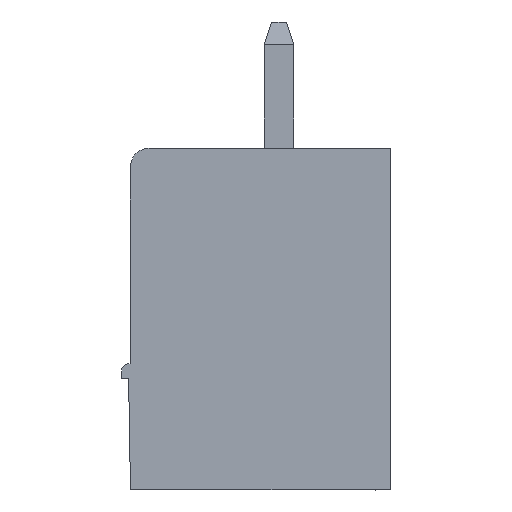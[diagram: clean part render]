
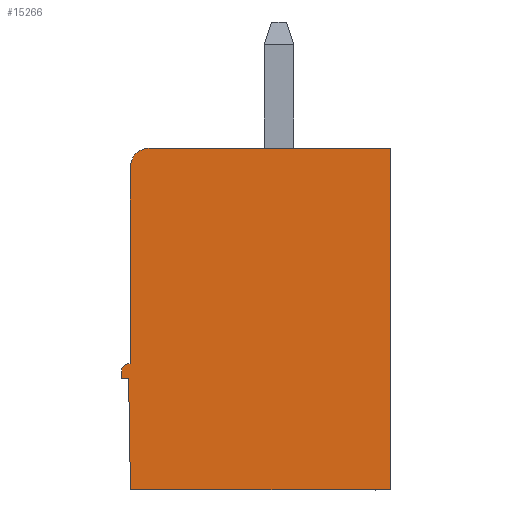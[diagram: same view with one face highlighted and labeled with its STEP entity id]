
A CAD part, left-side view. The second image highlights one B-rep face of the part: STEP entity #15266.
In plain terms, the highlighted planar face has unit normal (-1, 0, 0).
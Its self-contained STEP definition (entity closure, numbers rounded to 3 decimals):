
#1559=DIRECTION('',(0.,-1.,0.));
#1560=VECTOR('',#1559,0.19);
#1561=CARTESIAN_POINT('',(-2.3,7.29,-6.2));
#1562=LINE('',#1561,#1560);
#1567=DIRECTION('',(0.,0.,-1.));
#1568=VECTOR('',#1567,0.2);
#1569=CARTESIAN_POINT('',(-2.3,7.29,-6.));
#1570=LINE('',#1569,#1568);
#1579=DIRECTION('',(0.,1.,0.));
#1580=VECTOR('',#1579,0.04);
#1581=CARTESIAN_POINT('',(-2.3,7.05,
-5.8));
#1582=LINE('',#1581,#1580);
#5445=DIRECTION('',(0.,1.,0.));
#5446=VECTOR('',#5445,7.);
#5447=CARTESIAN_POINT('',(-2.3,0.05,
-9.2));
#5448=LINE('',#5447,#5446);
#5449=DIRECTION('',(0.,0.017,1.));
#5450=VECTOR('',#5449,3.);
#5451=CARTESIAN_POINT('',(-2.3,7.05,
-9.2));
#5452=LINE('',#5451,#5450);
#5453=CARTESIAN_POINT('',(-2.3,7.09,
-6.));
#5454=DIRECTION('',(1.,0.,0.));
#5455=DIRECTION('',(0.,1.,0.));
#5456=AXIS2_PLACEMENT_3D('',#5453,#5454,#5455);
#5458=DIRECTION('',(0.,0.,1.));
#5459=VECTOR('',#5458,5.3);
#5460=CARTESIAN_POINT('',(-2.3,7.05,
-5.8));
#5461=LINE('',#5460,#5459);
#5462=CARTESIAN_POINT('',(-2.3,6.55,
-0.5));
#5463=DIRECTION('',(1.,0.,0.));
#5464=DIRECTION('',(0.,1.,0.));
#5465=AXIS2_PLACEMENT_3D('',#5462,#5463,#5464);
#5467=DIRECTION('',(0.,-1.,0.));
#5468=VECTOR('',#5467,6.5);
#5469=CARTESIAN_POINT('',(-2.3,6.55,
0.));
#5470=LINE('',#5469,#5468);
#5471=DIRECTION('',(0.,0.,-1.));
#5472=VECTOR('',#5471,9.2);
#5473=CARTESIAN_POINT('',(-2.3,0.05,
0.));
#5474=LINE('',#5473,#5472);
#6840=CARTESIAN_POINT('',(-2.3,0.05,
-9.2));
#6841=CARTESIAN_POINT('',(-2.3,7.05,
-9.2));
#6842=VERTEX_POINT('',#6840);
#6843=VERTEX_POINT('',#6841);
#6880=CARTESIAN_POINT('',(-2.3,7.1,-6.2));
#6881=VERTEX_POINT('',#6880);
#6882=CARTESIAN_POINT('',(-2.3,7.29,-6.2));
#6883=VERTEX_POINT('',#6882);
#6884=CARTESIAN_POINT('',(-2.3,7.29,-6.));
#6885=VERTEX_POINT('',#6884);
#6886=CARTESIAN_POINT('',(-2.3,7.09,
-5.8));
#6887=VERTEX_POINT('',#6886);
#6888=CARTESIAN_POINT('',(-2.3,7.05,
-5.8));
#6889=VERTEX_POINT('',#6888);
#6890=CARTESIAN_POINT('',(-2.3,7.05,
-0.5));
#6891=VERTEX_POINT('',#6890);
#6892=CARTESIAN_POINT('',(-2.3,6.55,
0.));
#6893=VERTEX_POINT('',#6892);
#6894=CARTESIAN_POINT('',(-2.3,0.05,
0.));
#6895=VERTEX_POINT('',#6894);
#15249=CARTESIAN_POINT('',(-2.3,0.,0.));
#15250=DIRECTION('',(1.,0.,0.));
#15251=DIRECTION('',(0.,0.,-1.));
#15252=AXIS2_PLACEMENT_3D('',#15249,#15250,#15251);
#15253=PLANE('',#15252);
#15254=ORIENTED_EDGE('',*,*,#7742,.T.);
#15255=ORIENTED_EDGE('',*,*,#9590,.T.);
#15256=ORIENTED_EDGE('',*,*,#9605,.F.);
#15257=ORIENTED_EDGE('',*,*,#9620,.F.);
#15258=ORIENTED_EDGE('',*,*,#9635,.T.);
#15259=ORIENTED_EDGE('',*,*,#9650,.F.);
#15260=ORIENTED_EDGE('',*,*,#9665,.T.);
#15261=ORIENTED_EDGE('',*,*,#9680,.T.);
#15262=ORIENTED_EDGE('',*,*,#9695,.T.);
#15263=ORIENTED_EDGE('',*,*,#10245,.T.);
#15264=EDGE_LOOP('',(#15254,#15255,#15256,#15257,#15258,#15259,#15260,#15261,
#15262,#15263));
#15265=FACE_OUTER_BOUND('',#15264,.F.);
#5457=CIRCLE('',#5456,0.2);
#5466=CIRCLE('',#5465,0.5);
#7742=EDGE_CURVE('',#6842,#6843,#5448,.T.);
#9590=EDGE_CURVE('',#6843,#6881,#5452,.T.);
#9605=EDGE_CURVE('',#6883,#6881,#1562,.T.);
#9620=EDGE_CURVE('',#6885,#6883,#1570,.T.);
#9635=EDGE_CURVE('',#6885,#6887,#5457,.T.);
#9650=EDGE_CURVE('',#6889,#6887,#1582,.T.);
#9665=EDGE_CURVE('',#6889,#6891,#5461,.T.);
#9680=EDGE_CURVE('',#6891,#6893,#5466,.T.);
#9695=EDGE_CURVE('',#6893,#6895,#5470,.T.);
#10245=EDGE_CURVE('',#6895,#6842,#5474,.T.);
#15266=ADVANCED_FACE('',(#15265),#15253,.F.);
